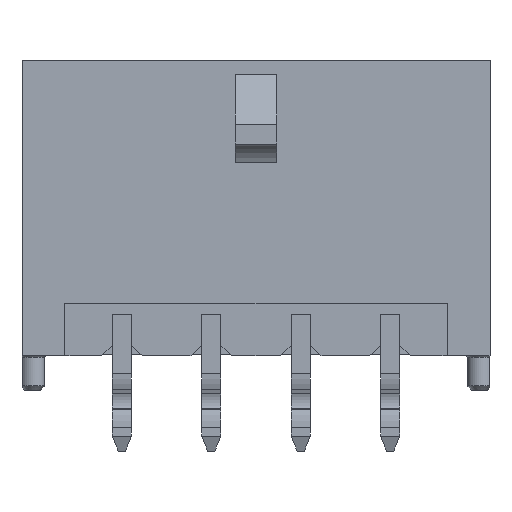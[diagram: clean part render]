
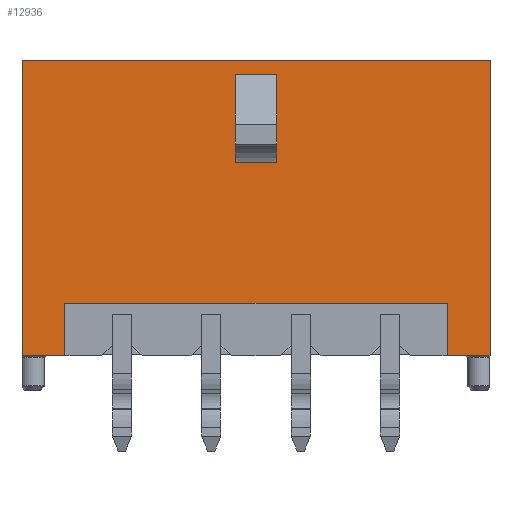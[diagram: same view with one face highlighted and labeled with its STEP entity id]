
A CAD part, front view. The second image highlights one B-rep face of the part: STEP entity #12936.
In plain terms, the highlighted face is planar.
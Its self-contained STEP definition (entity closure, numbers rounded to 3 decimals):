
#1150=ORIENTED_EDGE('',*,*,#3414,.F.);
#1151=ORIENTED_EDGE('',*,*,#3674,.F.);
#1152=ORIENTED_EDGE('',*,*,#3675,.T.);
#1153=ORIENTED_EDGE('',*,*,#3676,.T.);
#1154=ORIENTED_EDGE('',*,*,#3677,.F.);
#1155=ORIENTED_EDGE('',*,*,#3678,.F.);
#1156=ORIENTED_EDGE('',*,*,#3409,.F.);
#1157=ORIENTED_EDGE('',*,*,#3412,.F.);
#1158=ORIENTED_EDGE('',*,*,#3381,.T.);
#1159=ORIENTED_EDGE('',*,*,#3388,.T.);
#1160=ORIENTED_EDGE('',*,*,#3377,.F.);
#1161=ORIENTED_EDGE('',*,*,#3386,.F.);
#3377=EDGE_CURVE('',#4712,#4713,#5632,.T.);
#3381=EDGE_CURVE('',#4716,#4717,#5635,.T.);
#3386=EDGE_CURVE('',#4716,#4712,#5639,.T.);
#3388=EDGE_CURVE('',#4717,#4713,#5641,.T.);
#3409=EDGE_CURVE('',#4732,#4733,#5662,.T.);
#3412=EDGE_CURVE('',#4734,#4732,#5665,.T.);
#3414=EDGE_CURVE('',#4735,#4734,#5667,.T.);
#3674=EDGE_CURVE('',#4908,#4735,#5927,.T.);
#3675=EDGE_CURVE('',#4908,#4909,#5928,.T.);
#3676=EDGE_CURVE('',#4909,#4910,#5929,.T.);
#3677=EDGE_CURVE('',#4911,#4910,#5930,.T.);
#3678=EDGE_CURVE('',#4733,#4911,#5931,.T.);
#4712=VERTEX_POINT('',#17220);
#4713=VERTEX_POINT('',#17221);
#4716=VERTEX_POINT('',#17229);
#4717=VERTEX_POINT('',#17230);
#4732=VERTEX_POINT('',#17278);
#4733=VERTEX_POINT('',#17279);
#4734=VERTEX_POINT('',#17284);
#4735=VERTEX_POINT('',#17288);
#4908=VERTEX_POINT('',#17795);
#4909=VERTEX_POINT('',#17797);
#4910=VERTEX_POINT('',#17799);
#4911=VERTEX_POINT('',#17801);
#5632=LINE('',#17219,#6895);
#5635=LINE('',#17228,#6898);
#5639=LINE('',#17238,#6902);
#5641=LINE('',#17242,#6904);
#5662=LINE('',#17277,#6925);
#5665=LINE('',#17283,#6928);
#5667=LINE('',#17287,#6930);
#5927=LINE('',#17794,#7190);
#5928=LINE('',#17796,#7191);
#5929=LINE('',#17798,#7192);
#5930=LINE('',#17800,#7193);
#5931=LINE('',#17802,#7194);
#6895=VECTOR('',#14441,1000.);
#6898=VECTOR('',#14448,1000.);
#6902=VECTOR('',#14456,1000.);
#6904=VECTOR('',#14462,1000.);
#6925=VECTOR('',#14487,1000.);
#6928=VECTOR('',#14492,1000.);
#6930=VECTOR('',#14496,1000.);
#7190=VECTOR('',#14904,1000.);
#7191=VECTOR('',#14905,1000.);
#7192=VECTOR('',#14906,1000.);
#7193=VECTOR('',#14907,1000.);
#7194=VECTOR('',#14908,1000.);
#7981=EDGE_LOOP('',(#1150,#1151,#1152,#1153,#1154,#1155,#1156,#1157));
#7982=EDGE_LOOP('',(#1158,#1159,#1160,#1161));
#8500=FACE_BOUND('',#7981,.T.);
#8501=FACE_BOUND('',#7982,.T.);
#8998=PLANE('',#13457);
#12936=ADVANCED_FACE('',(#8500,#8501),#8998,.T.);
#13457=AXIS2_PLACEMENT_3D('',#17793,#14902,#14903);
#14441=DIRECTION('',(0.,0.,1.));
#14448=DIRECTION('',(0.,0.,1.));
#14456=DIRECTION('',(0.,-1.,0.));
#14462=DIRECTION('',(0.,-1.,0.));
#14487=DIRECTION('',(0.,0.,-1.));
#14492=DIRECTION('',(0.,1.,0.));
#14496=DIRECTION('',(0.,0.,1.));
#14902=DIRECTION('',(-1.,0.,0.));
#14903=DIRECTION('',(0.,0.,1.));
#14904=DIRECTION('',(0.,1.,0.));
#14905=DIRECTION('',(0.,0.,1.));
#14906=DIRECTION('',(0.,1.,0.));
#14907=DIRECTION('',(0.,0.,1.));
#14908=DIRECTION('',(0.,1.,0.));
#17219=CARTESIAN_POINT('',(-3.43,-0.7,1.53));
#17220=CARTESIAN_POINT('',(-3.43,-0.7,1.53));
#17221=CARTESIAN_POINT('',(-3.43,-0.7,4.485));
#17228=CARTESIAN_POINT('',(-3.43,0.7,1.53));
#17229=CARTESIAN_POINT('',(-3.43,0.7,1.53));
#17230=CARTESIAN_POINT('',(-3.43,0.7,4.485));
#17238=CARTESIAN_POINT('',(-3.43,0.7,1.53));
#17242=CARTESIAN_POINT('',(-3.43,0.7,4.485));
#17277=CARTESIAN_POINT('',(-3.43,6.41,-3.19));
#17278=CARTESIAN_POINT('',(-3.43,6.41,-3.19));
#17279=CARTESIAN_POINT('',(-3.43,6.41,-4.95));
#17283=CARTESIAN_POINT('',(-3.43,-6.41,-3.19));
#17284=CARTESIAN_POINT('',(-3.43,-6.41,-3.19));
#17287=CARTESIAN_POINT('',(-3.43,-6.41,-4.95));
#17288=CARTESIAN_POINT('',(-3.43,-6.41,-4.95));
#17793=CARTESIAN_POINT('',(-3.43,-7.85,-4.95));
#17794=CARTESIAN_POINT('',(-3.43,-7.85,-4.95));
#17795=CARTESIAN_POINT('',(-3.43,-7.85,-4.95));
#17796=CARTESIAN_POINT('',(-3.43,-7.85,-4.95));
#17797=CARTESIAN_POINT('',(-3.43,-7.85,4.95));
#17798=CARTESIAN_POINT('',(-3.43,-7.85,4.95));
#17799=CARTESIAN_POINT('',(-3.43,7.85,4.95));
#17800=CARTESIAN_POINT('',(-3.43,7.85,-4.95));
#17801=CARTESIAN_POINT('',(-3.43,7.85,-4.95));
#17802=CARTESIAN_POINT('',(-3.43,-7.85,-4.95));
